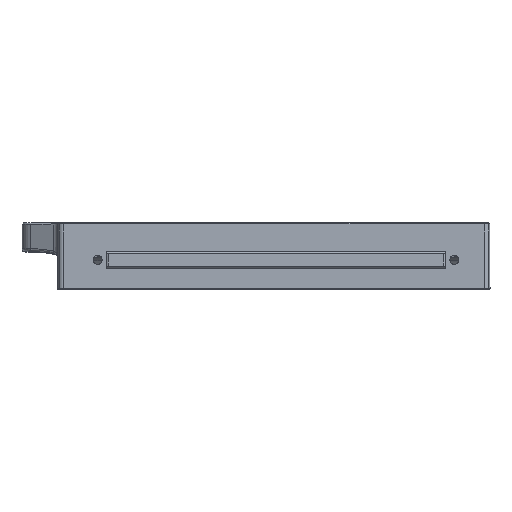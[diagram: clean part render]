
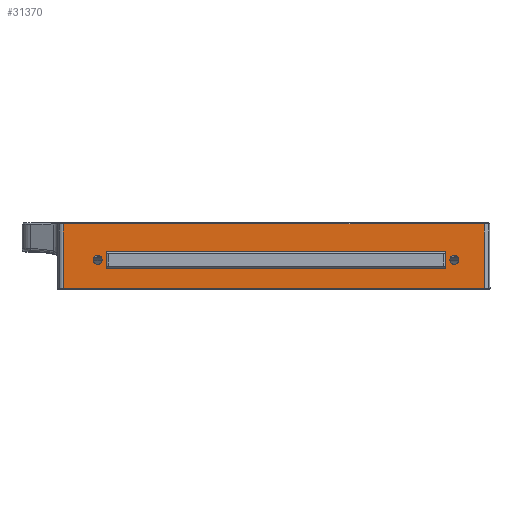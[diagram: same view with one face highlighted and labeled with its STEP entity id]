
A CAD part, top view. The second image highlights one B-rep face of the part: STEP entity #31370.
In plain terms, the highlighted planar face has unit normal (0, 0, 1).
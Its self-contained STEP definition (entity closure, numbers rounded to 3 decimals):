
#23 = ORIENTED_EDGE ( 'NONE', *, *, #5737, .T. ) ;
#231 = ORIENTED_EDGE ( 'NONE', *, *, #871, .F. ) ;
#693 = CARTESIAN_POINT ( 'NONE',  ( 29.726, 13.072, 118.684 ) ) ;
#775 = EDGE_CURVE ( 'NONE', #32624, #25709, #35282, .T. ) ;
#871 = EDGE_CURVE ( 'NONE', #10859, #7768, #11529, .T. ) ;
#1174 = DIRECTION ( 'NONE',  ( 0., -1., 0. ) ) ;
#1679 = CARTESIAN_POINT ( 'NONE',  ( -104.274, 32.172, 118.684 ) ) ;
#3217 = DIRECTION ( 'NONE',  ( 0., 1., 0. ) ) ;
#3560 = EDGE_CURVE ( 'NONE', #21493, #38069, #36723, .T. ) ;
#4364 = ORIENTED_EDGE ( 'NONE', *, *, #7435, .T. ) ;
#5737 = EDGE_CURVE ( 'NONE', #24676, #25481, #27362, .T. ) ;
#6059 = CARTESIAN_POINT ( 'NONE',  ( -92.274, 19.572, 118.684 ) ) ;
#7435 = EDGE_CURVE ( 'NONE', #12212, #7768, #26021, .T. ) ;
#7768 = VERTEX_POINT ( 'NONE', #34918 ) ;
#8210 = ORIENTED_EDGE ( 'NONE', *, *, #12999, .T. ) ;
#8275 = DIRECTION ( 'NONE',  ( 0., 1., 0. ) ) ;
#8918 = DIRECTION ( 'NONE',  ( 1., 0., 0. ) ) ;
#9001 = CARTESIAN_POINT ( 'NONE',  ( 32.726, 19.572, 118.684 ) ) ;
#9589 = EDGE_LOOP ( 'NONE', ( #23, #8210 ) ) ;
#10470 = ORIENTED_EDGE ( 'NONE', *, *, #14965, .F. ) ;
#10859 = VERTEX_POINT ( 'NONE', #28561 ) ;
#11529 = LINE ( 'NONE', #30405, #16375 ) ;
#11782 = FACE_BOUND ( 'NONE', #24191, .T. ) ;
#11840 = EDGE_CURVE ( 'NONE', #25709, #21493, #37105, .T. ) ;
#12072 = ORIENTED_EDGE ( 'NONE', *, *, #16166, .T. ) ;
#12093 = CARTESIAN_POINT ( 'NONE',  ( -93.874, 19.572, 118.684 ) ) ;
#12212 = VERTEX_POINT ( 'NONE', #21034 ) ;
#12269 = VECTOR ( 'NONE', #22725, 1000. ) ;
#12510 = VECTOR ( 'NONE', #22706, 1000. ) ;
#12990 = VERTEX_POINT ( 'NONE', #24915 ) ;
#12999 = EDGE_CURVE ( 'NONE', #25481, #24676, #32760, .T. ) ;
#13670 = AXIS2_PLACEMENT_3D ( 'NONE', #33700, #39812, #37555 ) ;
#14723 = ORIENTED_EDGE ( 'NONE', *, *, #19893, .T. ) ;
#14965 = EDGE_CURVE ( 'NONE', #12212, #12990, #16571, .T. ) ;
#15286 = DIRECTION ( 'NONE',  ( 0., 0., -1. ) ) ;
#16166 = EDGE_CURVE ( 'NONE', #10859, #12990, #32051, .T. ) ;
#16375 = VECTOR ( 'NONE', #8275, 1000. ) ;
#16428 = CARTESIAN_POINT ( 'NONE',  ( -74.299, 9.572, 118.684 ) ) ;
#16571 = LINE ( 'NONE', #35053, #23849 ) ;
#16868 = EDGE_CURVE ( 'NONE', #38069, #32624, #28484, .T. ) ;
#16900 = CIRCLE ( 'NONE', #13670, 1.6 ) ;
#17614 = CARTESIAN_POINT ( 'NONE',  ( -90.674, 19.572, 118.684 ) ) ;
#17924 = AXIS2_PLACEMENT_3D ( 'NONE', #9001, #15286, #18131 ) ;
#18131 = DIRECTION ( 'NONE',  ( -1., 0., 0. ) ) ;
#19531 = DIRECTION ( 'NONE',  ( 0., -1., 0. ) ) ;
#19893 = EDGE_CURVE ( 'NONE', #21903, #20143, #25048, .T. ) ;
#20143 = VERTEX_POINT ( 'NONE', #32497 ) ;
#20175 = EDGE_LOOP ( 'NONE', ( #10470, #4364, #231, #12072 ) ) ;
#20713 = DIRECTION ( 'NONE',  ( 0., 0., 1. ) ) ;
#21034 = CARTESIAN_POINT ( 'NONE',  ( 43.226, 32.172, 118.684 ) ) ;
#21493 = VERTEX_POINT ( 'NONE', #29646 ) ;
#21890 = DIRECTION ( 'NONE',  ( -1., 0., 0. ) ) ;
#21903 = VERTEX_POINT ( 'NONE', #23654 ) ;
#22706 = DIRECTION ( 'NONE',  ( -1., 0., 0. ) ) ;
#22725 = DIRECTION ( 'NONE',  ( 1., 0., 0. ) ) ;
#23359 = FACE_BOUND ( 'NONE', #28057, .T. ) ;
#23654 = CARTESIAN_POINT ( 'NONE',  ( 34.326, 19.572, 118.684 ) ) ;
#23748 = CARTESIAN_POINT ( 'NONE',  ( -56.474, 9.572, 118.684 ) ) ;
#23849 = VECTOR ( 'NONE', #1174, 1000. ) ;
#24191 = EDGE_LOOP ( 'NONE', ( #38142, #14723 ) ) ;
#24326 = DIRECTION ( 'NONE',  ( 0., 0., -1. ) ) ;
#24676 = VERTEX_POINT ( 'NONE', #12093 ) ;
#24915 = CARTESIAN_POINT ( 'NONE',  ( 43.226, 9.572, 118.684 ) ) ;
#25048 = CIRCLE ( 'NONE', #17924, 1.6 ) ;
#25226 = EDGE_CURVE ( 'NONE', #20143, #21903, #16900, .T. ) ;
#25291 = CARTESIAN_POINT ( 'NONE',  ( 29.726, 16.572, 118.684 ) ) ;
#25481 = VERTEX_POINT ( 'NONE', #17614 ) ;
#25709 = VERTEX_POINT ( 'NONE', #34457 ) ;
#26021 = LINE ( 'NONE', #1679, #39249 ) ;
#26141 = CARTESIAN_POINT ( 'NONE',  ( -72.874, 16.572, 118.684 ) ) ;
#26238 = CARTESIAN_POINT ( 'NONE',  ( -92.274, 19.572, 118.684 ) ) ;
#26479 = VECTOR ( 'NONE', #3217, 1000. ) ;
#26594 = FACE_OUTER_BOUND ( 'NONE', #20175, .T. ) ;
#26746 = ORIENTED_EDGE ( 'NONE', *, *, #775, .T. ) ;
#27362 = CIRCLE ( 'NONE', #33203, 1.6 ) ;
#27685 = ORIENTED_EDGE ( 'NONE', *, *, #11840, .T. ) ;
#28057 = EDGE_LOOP ( 'NONE', ( #26746, #27685, #39539, #32924 ) ) ;
#28484 = LINE ( 'NONE', #693, #38049 ) ;
#28561 = CARTESIAN_POINT ( 'NONE',  ( -104.274, 9.572, 118.684 ) ) ;
#28739 = VECTOR ( 'NONE', #8918, 1000. ) ;
#29646 = CARTESIAN_POINT ( 'NONE',  ( -89.274, 22.572, 118.684 ) ) ;
#30405 = CARTESIAN_POINT ( 'NONE',  ( -104.274, 19.572, 118.684 ) ) ;
#31130 = CARTESIAN_POINT ( 'NONE',  ( 29.726, 22.572, 118.684 ) ) ;
#31370 = ADVANCED_FACE ( 'NONE', ( #26594, #38994, #11782, #23359 ), #39394, .T. ) ;
#32051 = LINE ( 'NONE', #16428, #12269 ) ;
#32124 = DIRECTION ( 'NONE',  ( 0., 0., -1. ) ) ;
#32497 = CARTESIAN_POINT ( 'NONE',  ( 31.126, 19.572, 118.684 ) ) ;
#32624 = VERTEX_POINT ( 'NONE', #25291 ) ;
#32760 = CIRCLE ( 'NONE', #35374, 1.6 ) ;
#32924 = ORIENTED_EDGE ( 'NONE', *, *, #16868, .T. ) ;
#33083 = DIRECTION ( 'NONE',  ( 1., 0., 0. ) ) ;
#33203 = AXIS2_PLACEMENT_3D ( 'NONE', #26238, #32124, #38640 ) ;
#33700 = CARTESIAN_POINT ( 'NONE',  ( 32.726, 19.572, 118.684 ) ) ;
#34053 = CARTESIAN_POINT ( 'NONE',  ( -89.274, 16.072, 118.684 ) ) ;
#34457 = CARTESIAN_POINT ( 'NONE',  ( -89.274, 16.572, 118.684 ) ) ;
#34918 = CARTESIAN_POINT ( 'NONE',  ( -104.274, 32.172, 118.684 ) ) ;
#35053 = CARTESIAN_POINT ( 'NONE',  ( 43.226, 9.572, 118.684 ) ) ;
#35282 = LINE ( 'NONE', #26141, #12510 ) ;
#35374 = AXIS2_PLACEMENT_3D ( 'NONE', #6059, #24326, #21890 ) ;
#36723 = LINE ( 'NONE', #39990, #28739 ) ;
#37105 = LINE ( 'NONE', #34053, #26479 ) ;
#37555 = DIRECTION ( 'NONE',  ( -1., 0., 0. ) ) ;
#38049 = VECTOR ( 'NONE', #19531, 1000. ) ;
#38066 = AXIS2_PLACEMENT_3D ( 'NONE', #23748, #20713, #33083 ) ;
#38069 = VERTEX_POINT ( 'NONE', #31130 ) ;
#38142 = ORIENTED_EDGE ( 'NONE', *, *, #25226, .T. ) ;
#38423 = DIRECTION ( 'NONE',  ( -1., 0., 0. ) ) ;
#38640 = DIRECTION ( 'NONE',  ( -1., 0., 0. ) ) ;
#38994 = FACE_BOUND ( 'NONE', #9589, .T. ) ;
#39249 = VECTOR ( 'NONE', #38423, 1000. ) ;
#39394 = PLANE ( 'NONE',  #38066 ) ;
#39539 = ORIENTED_EDGE ( 'NONE', *, *, #3560, .T. ) ;
#39812 = DIRECTION ( 'NONE',  ( 0., 0., -1. ) ) ;
#39990 = CARTESIAN_POINT ( 'NONE',  ( -38.374, 22.572, 118.684 ) ) ;
